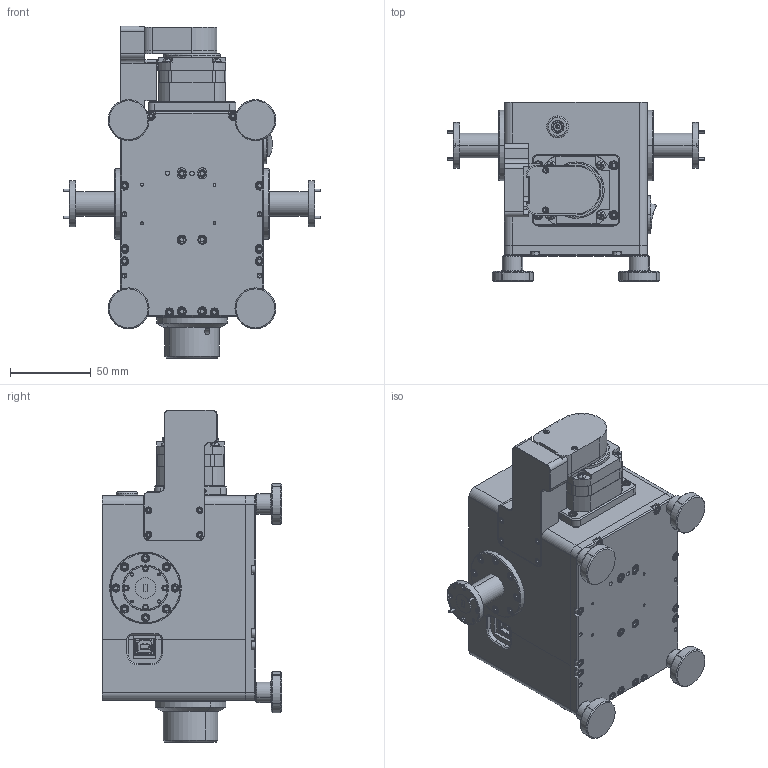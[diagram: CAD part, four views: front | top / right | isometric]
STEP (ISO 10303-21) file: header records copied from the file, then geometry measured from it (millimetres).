
FILE_DESCRIPTION (( 'STEP AP203' ), '1' );
FILE_NAME ('STA-60-19-S1.STEP', '2025-11-20T20:04:44', ( '' ), ( '' ), 'SwSTEP 2.0', 'SolidWorks 2021', '' );
FILE_SCHEMA (( 'CONFIG_CONTROL_DESIGN' ));
Products named in the file (1): STA-60-19-S1
Bounding box: 160.15 x 111.12 x 206.1 mm (x, y, z)
Volume: 580316.4 mm3; surface area: 218745 mm2
Topology: 58 solids, 65 shells, 3081 faces, 7339 edges, 4479 vertices
Faces by surface type: plane 1329, cylinder 894, cone 754, torus 75, bspline 23, sphere 6
Entity records: 93683 total; most frequent: CARTESIAN_POINT 21764, DIRECTION 15401, ORIENTED_EDGE 14512, EDGE_CURVE 7256, AXIS2_PLACEMENT_3D 5733, VERTEX_POINT 4477, VECTOR 3935, LINE 3935
